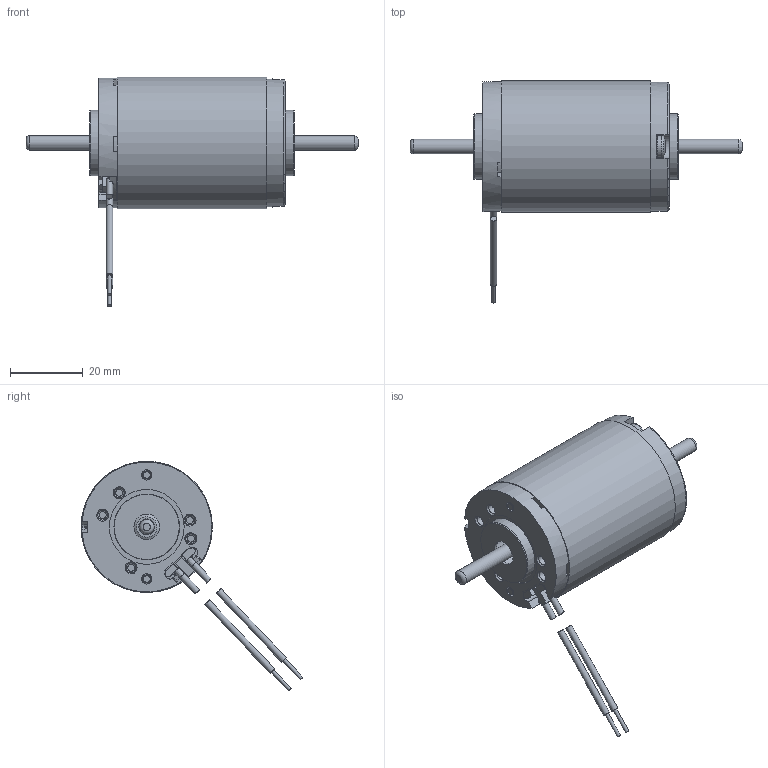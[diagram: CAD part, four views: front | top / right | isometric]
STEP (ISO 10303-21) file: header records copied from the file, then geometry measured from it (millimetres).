
FILE_DESCRIPTION(/* description */ (''),/* implementation_level */ '2;1');
FILE_NAME(/* name */ 'M36x13.stp',/* time_stamp */ '2014-02-26T13:57:46+01:00',/* author */ ('KÃ¤hlig'),/* organization */ ('KÃ¤hlig Antriebstechnik GmbH'),/* preprocessor_version */ 'ST-DEVELOPER v11',/* originating_system */ 'SIEMENS UGS NX 6.0',/* authorisation */ 'Weitergabe an dritte nicht zulÃ¤ssig');
FILE_SCHEMA (('AUTOMOTIVE_DESIGN { 1 0 10303 214 1 1 1 1 }'));
Length unit declared in the file: millimetre
Products named in the file (1): Schi64EClr31
Bounding box: 91 x 60.81 x 62.91 mm (x, y, z)
Volume: 18505.2 mm3; surface area: 20107.8 mm2
Topology: 12 solids, 68 shells, 552 faces, 1487 edges, 1027 vertices
Faces by surface type: plane 244, cylinder 152, cone 89, torus 39, bspline 21, revolution 4, sphere 3
Full cylindrical faces by diameter (mm): 1 x2, 1.15 x2, 1.8 x4, 2.4 x2, 2.7 x10, 2.8 x4, 3.2 x2, 4 x2, 5.6 x2, 6 x2, 6.005 x1, 7 x2, 7.78 x2, 10.267 x1, 10.5 x2, 13 x2, 15 x2, 18 x2, 20.5 x1, 33 x2, 35.3 x1, 36 x1
Entity records: 25219 total; most frequent: CARTESIAN_POINT 11935, DIRECTION 2619, ORIENTED_EDGE 2290, EDGE_CURVE 1307, VERTEX_POINT 998, AXIS2_PLACEMENT_3D 996, EDGE_LOOP 715, LINE 623
